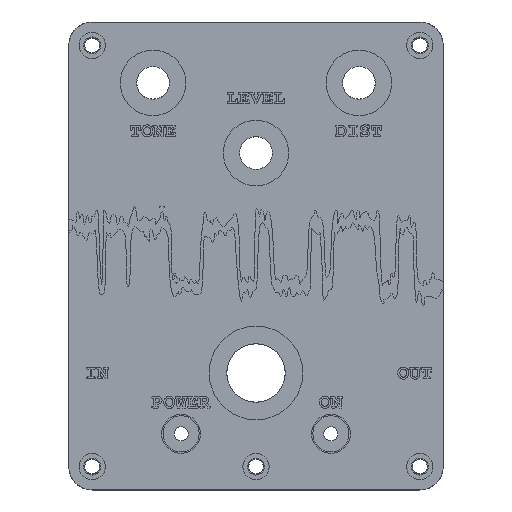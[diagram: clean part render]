
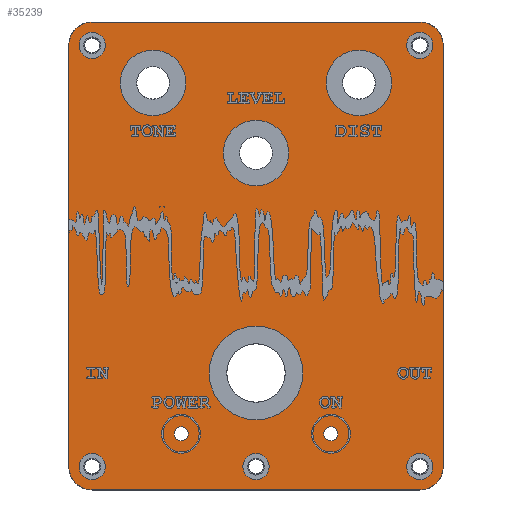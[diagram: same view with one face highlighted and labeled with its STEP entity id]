
A CAD part, top view. The second image highlights one B-rep face of the part: STEP entity #35239.
In plain terms, the highlighted planar face has unit normal (0, 0, 1).
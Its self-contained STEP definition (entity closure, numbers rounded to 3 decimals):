
#35239 = ADVANCED_FACE('',(#35240,#35374,#35385,#35396,#35407,#35418,
    #35429,#35440,#35451,#35462,#35473,#35484),#35495,.T.);
#35240 = FACE_BOUND('',#35241,.F.);
#35241 = EDGE_LOOP('',(#35242,#35253,#35261,#35269,#35277,#35286,#35294,
    #35302,#35310,#35319,#35327,#35335,#35343,#35352,#35360,#35368));
#35242 = ORIENTED_EDGE('',*,*,#35243,.T.);
#35243 = EDGE_CURVE('',#35244,#35246,#35248,.T.);
#35244 = VERTEX_POINT('',#35245);
#35245 = CARTESIAN_POINT('',(0.002,-4.782,1.56));
#35246 = VERTEX_POINT('',#35247);
#35247 = CARTESIAN_POINT('',(4.782,-0.002,1.56));
#35248 = CIRCLE('',#35249,5.002);
#35249 = AXIS2_PLACEMENT_3D('',#35250,#35251,#35252);
#35250 = CARTESIAN_POINT('',(5.,-5.,1.56));
#35251 = DIRECTION('',(0.,0.,-1.));
#35252 = DIRECTION('',(-0.999,0.044,0.));
#35253 = ORIENTED_EDGE('',*,*,#35254,.T.);
#35254 = EDGE_CURVE('',#35246,#35255,#35257,.T.);
#35255 = VERTEX_POINT('',#35256);
#35256 = CARTESIAN_POINT('',(5.,-0.,1.56));
#35257 = LINE('',#35258,#35259);
#35258 = CARTESIAN_POINT('',(4.782,-0.002,1.56));
#35259 = VECTOR('',#35260,1.);
#35260 = DIRECTION('',(1.,0.011,0.));
#35261 = ORIENTED_EDGE('',*,*,#35262,.T.);
#35262 = EDGE_CURVE('',#35255,#35263,#35265,.T.);
#35263 = VERTEX_POINT('',#35264);
#35264 = CARTESIAN_POINT('',(75.,-0.,1.56));
#35265 = LINE('',#35266,#35267);
#35266 = CARTESIAN_POINT('',(5.,-0.,1.56));
#35267 = VECTOR('',#35268,1.);
#35268 = DIRECTION('',(1.,0.,0.));
#35269 = ORIENTED_EDGE('',*,*,#35270,.T.);
#35270 = EDGE_CURVE('',#35263,#35271,#35273,.T.);
#35271 = VERTEX_POINT('',#35272);
#35272 = CARTESIAN_POINT('',(75.218,-0.002,1.56));
#35273 = LINE('',#35274,#35275);
#35274 = CARTESIAN_POINT('',(75.,-0.,1.56));
#35275 = VECTOR('',#35276,1.);
#35276 = DIRECTION('',(1.,-0.011,0.));
#35277 = ORIENTED_EDGE('',*,*,#35278,.T.);
#35278 = EDGE_CURVE('',#35271,#35279,#35281,.T.);
#35279 = VERTEX_POINT('',#35280);
#35280 = CARTESIAN_POINT('',(79.998,-4.782,1.56));
#35281 = CIRCLE('',#35282,5.002);
#35282 = AXIS2_PLACEMENT_3D('',#35283,#35284,#35285);
#35283 = CARTESIAN_POINT('',(75.,-5.,1.56));
#35284 = DIRECTION('',(0.,0.,-1.));
#35285 = DIRECTION('',(0.044,0.999,0.));
#35286 = ORIENTED_EDGE('',*,*,#35287,.T.);
#35287 = EDGE_CURVE('',#35279,#35288,#35290,.T.);
#35288 = VERTEX_POINT('',#35289);
#35289 = CARTESIAN_POINT('',(80.,-5.,1.56));
#35290 = LINE('',#35291,#35292);
#35291 = CARTESIAN_POINT('',(79.998,-4.782,1.56));
#35292 = VECTOR('',#35293,1.);
#35293 = DIRECTION('',(0.011,-1.,0.));
#35294 = ORIENTED_EDGE('',*,*,#35295,.T.);
#35295 = EDGE_CURVE('',#35288,#35296,#35298,.T.);
#35296 = VERTEX_POINT('',#35297);
#35297 = CARTESIAN_POINT('',(80.,-95.,1.56));
#35298 = LINE('',#35299,#35300);
#35299 = CARTESIAN_POINT('',(80.,-5.,1.56));
#35300 = VECTOR('',#35301,1.);
#35301 = DIRECTION('',(0.,-1.,0.));
#35302 = ORIENTED_EDGE('',*,*,#35303,.T.);
#35303 = EDGE_CURVE('',#35296,#35304,#35306,.T.);
#35304 = VERTEX_POINT('',#35305);
#35305 = CARTESIAN_POINT('',(79.998,-95.218,1.56));
#35306 = LINE('',#35307,#35308);
#35307 = CARTESIAN_POINT('',(80.,-95.,1.56));
#35308 = VECTOR('',#35309,1.);
#35309 = DIRECTION('',(-0.011,-1.,0.));
#35310 = ORIENTED_EDGE('',*,*,#35311,.T.);
#35311 = EDGE_CURVE('',#35304,#35312,#35314,.T.);
#35312 = VERTEX_POINT('',#35313);
#35313 = CARTESIAN_POINT('',(75.218,-99.998,1.56));
#35314 = CIRCLE('',#35315,5.002);
#35315 = AXIS2_PLACEMENT_3D('',#35316,#35317,#35318);
#35316 = CARTESIAN_POINT('',(75.,-95.,1.56));
#35317 = DIRECTION('',(0.,0.,-1.));
#35318 = DIRECTION('',(0.999,-0.044,0.));
#35319 = ORIENTED_EDGE('',*,*,#35320,.T.);
#35320 = EDGE_CURVE('',#35312,#35321,#35323,.T.);
#35321 = VERTEX_POINT('',#35322);
#35322 = CARTESIAN_POINT('',(75.,-100.,1.56));
#35323 = LINE('',#35324,#35325);
#35324 = CARTESIAN_POINT('',(75.218,-99.998,1.56));
#35325 = VECTOR('',#35326,1.);
#35326 = DIRECTION('',(-1.,-0.011,0.));
#35327 = ORIENTED_EDGE('',*,*,#35328,.T.);
#35328 = EDGE_CURVE('',#35321,#35329,#35331,.T.);
#35329 = VERTEX_POINT('',#35330);
#35330 = CARTESIAN_POINT('',(5.,-100.,1.56));
#35331 = LINE('',#35332,#35333);
#35332 = CARTESIAN_POINT('',(75.,-100.,1.56));
#35333 = VECTOR('',#35334,1.);
#35334 = DIRECTION('',(-1.,0.,0.));
#35335 = ORIENTED_EDGE('',*,*,#35336,.T.);
#35336 = EDGE_CURVE('',#35329,#35337,#35339,.T.);
#35337 = VERTEX_POINT('',#35338);
#35338 = CARTESIAN_POINT('',(4.782,-99.998,1.56));
#35339 = LINE('',#35340,#35341);
#35340 = CARTESIAN_POINT('',(5.,-100.,1.56));
#35341 = VECTOR('',#35342,1.);
#35342 = DIRECTION('',(-1.,0.011,0.));
#35343 = ORIENTED_EDGE('',*,*,#35344,.T.);
#35344 = EDGE_CURVE('',#35337,#35345,#35347,.T.);
#35345 = VERTEX_POINT('',#35346);
#35346 = CARTESIAN_POINT('',(0.002,-95.218,1.56));
#35347 = CIRCLE('',#35348,5.002);
#35348 = AXIS2_PLACEMENT_3D('',#35349,#35350,#35351);
#35349 = CARTESIAN_POINT('',(5.,-95.,1.56));
#35350 = DIRECTION('',(0.,0.,-1.));
#35351 = DIRECTION('',(-0.044,-0.999,-0.));
#35352 = ORIENTED_EDGE('',*,*,#35353,.T.);
#35353 = EDGE_CURVE('',#35345,#35354,#35356,.T.);
#35354 = VERTEX_POINT('',#35355);
#35355 = CARTESIAN_POINT('',(0.,-95.,1.56));
#35356 = LINE('',#35357,#35358);
#35357 = CARTESIAN_POINT('',(0.002,-95.218,1.56));
#35358 = VECTOR('',#35359,1.);
#35359 = DIRECTION('',(-0.011,1.,0.));
#35360 = ORIENTED_EDGE('',*,*,#35361,.T.);
#35361 = EDGE_CURVE('',#35354,#35362,#35364,.T.);
#35362 = VERTEX_POINT('',#35363);
#35363 = CARTESIAN_POINT('',(0.,-5.,1.56));
#35364 = LINE('',#35365,#35366);
#35365 = CARTESIAN_POINT('',(0.,-95.,1.56));
#35366 = VECTOR('',#35367,1.);
#35367 = DIRECTION('',(0.,1.,0.));
#35368 = ORIENTED_EDGE('',*,*,#35369,.T.);
#35369 = EDGE_CURVE('',#35362,#35244,#35370,.T.);
#35370 = LINE('',#35371,#35372);
#35371 = CARTESIAN_POINT('',(0.,-5.,1.56));
#35372 = VECTOR('',#35373,1.);
#35373 = DIRECTION('',(0.011,1.,0.));
#35374 = FACE_BOUND('',#35375,.F.);
#35375 = EDGE_LOOP('',(#35376));
#35376 = ORIENTED_EDGE('',*,*,#35377,.T.);
#35377 = EDGE_CURVE('',#35378,#35378,#35380,.T.);
#35378 = VERTEX_POINT('',#35379);
#35379 = CARTESIAN_POINT('',(7.8,-95.,1.56));
#35380 = CIRCLE('',#35381,2.8);
#35381 = AXIS2_PLACEMENT_3D('',#35382,#35383,#35384);
#35382 = CARTESIAN_POINT('',(5.,-95.,1.56));
#35383 = DIRECTION('',(0.,0.,1.));
#35384 = DIRECTION('',(1.,0.,-0.));
#35385 = FACE_BOUND('',#35386,.F.);
#35386 = EDGE_LOOP('',(#35387));
#35387 = ORIENTED_EDGE('',*,*,#35388,.T.);
#35388 = EDGE_CURVE('',#35389,#35389,#35391,.T.);
#35389 = VERTEX_POINT('',#35390);
#35390 = CARTESIAN_POINT('',(42.8,-95.,1.56));
#35391 = CIRCLE('',#35392,2.8);
#35392 = AXIS2_PLACEMENT_3D('',#35393,#35394,#35395);
#35393 = CARTESIAN_POINT('',(40.,-95.,1.56));
#35394 = DIRECTION('',(0.,0.,1.));
#35395 = DIRECTION('',(1.,0.,-0.));
#35396 = FACE_BOUND('',#35397,.F.);
#35397 = EDGE_LOOP('',(#35398));
#35398 = ORIENTED_EDGE('',*,*,#35399,.T.);
#35399 = EDGE_CURVE('',#35400,#35400,#35402,.T.);
#35400 = VERTEX_POINT('',#35401);
#35401 = CARTESIAN_POINT('',(77.8,-95.,1.56));
#35402 = CIRCLE('',#35403,2.8);
#35403 = AXIS2_PLACEMENT_3D('',#35404,#35405,#35406);
#35404 = CARTESIAN_POINT('',(75.,-95.,1.56));
#35405 = DIRECTION('',(0.,0.,1.));
#35406 = DIRECTION('',(1.,0.,-0.));
#35407 = FACE_BOUND('',#35408,.F.);
#35408 = EDGE_LOOP('',(#35409));
#35409 = ORIENTED_EDGE('',*,*,#35410,.T.);
#35410 = EDGE_CURVE('',#35411,#35411,#35413,.T.);
#35411 = VERTEX_POINT('',#35412);
#35412 = CARTESIAN_POINT('',(25.5,-88.,1.56));
#35413 = CIRCLE('',#35414,1.5);
#35414 = AXIS2_PLACEMENT_3D('',#35415,#35416,#35417);
#35415 = CARTESIAN_POINT('',(24.,-88.,1.56));
#35416 = DIRECTION('',(0.,0.,1.));
#35417 = DIRECTION('',(1.,0.,-0.));
#35418 = FACE_BOUND('',#35419,.F.);
#35419 = EDGE_LOOP('',(#35420));
#35420 = ORIENTED_EDGE('',*,*,#35421,.T.);
#35421 = EDGE_CURVE('',#35422,#35422,#35424,.T.);
#35422 = VERTEX_POINT('',#35423);
#35423 = CARTESIAN_POINT('',(57.5,-88.,1.56));
#35424 = CIRCLE('',#35425,1.5);
#35425 = AXIS2_PLACEMENT_3D('',#35426,#35427,#35428);
#35426 = CARTESIAN_POINT('',(56.,-88.,1.56));
#35427 = DIRECTION('',(0.,0.,1.));
#35428 = DIRECTION('',(1.,0.,-0.));
#35429 = FACE_BOUND('',#35430,.F.);
#35430 = EDGE_LOOP('',(#35431));
#35431 = ORIENTED_EDGE('',*,*,#35432,.T.);
#35432 = EDGE_CURVE('',#35433,#35433,#35435,.T.);
#35433 = VERTEX_POINT('',#35434);
#35434 = CARTESIAN_POINT('',(50.,-75.,1.56));
#35435 = CIRCLE('',#35436,10.);
#35436 = AXIS2_PLACEMENT_3D('',#35437,#35438,#35439);
#35437 = CARTESIAN_POINT('',(40.,-75.,1.56));
#35438 = DIRECTION('',(0.,0.,1.));
#35439 = DIRECTION('',(1.,0.,-0.));
#35440 = FACE_BOUND('',#35441,.F.);
#35441 = EDGE_LOOP('',(#35442));
#35442 = ORIENTED_EDGE('',*,*,#35443,.T.);
#35443 = EDGE_CURVE('',#35444,#35444,#35446,.T.);
#35444 = VERTEX_POINT('',#35445);
#35445 = CARTESIAN_POINT('',(47.,-28.,1.56));
#35446 = CIRCLE('',#35447,7.);
#35447 = AXIS2_PLACEMENT_3D('',#35448,#35449,#35450);
#35448 = CARTESIAN_POINT('',(40.,-28.,1.56));
#35449 = DIRECTION('',(0.,0.,1.));
#35450 = DIRECTION('',(1.,0.,-0.));
#35451 = FACE_BOUND('',#35452,.F.);
#35452 = EDGE_LOOP('',(#35453));
#35453 = ORIENTED_EDGE('',*,*,#35454,.T.);
#35454 = EDGE_CURVE('',#35455,#35455,#35457,.T.);
#35455 = VERTEX_POINT('',#35456);
#35456 = CARTESIAN_POINT('',(25.,-13.,1.56));
#35457 = CIRCLE('',#35458,7.);
#35458 = AXIS2_PLACEMENT_3D('',#35459,#35460,#35461);
#35459 = CARTESIAN_POINT('',(18.,-13.,1.56));
#35460 = DIRECTION('',(0.,0.,1.));
#35461 = DIRECTION('',(1.,0.,-0.));
#35462 = FACE_BOUND('',#35463,.F.);
#35463 = EDGE_LOOP('',(#35464));
#35464 = ORIENTED_EDGE('',*,*,#35465,.T.);
#35465 = EDGE_CURVE('',#35466,#35466,#35468,.T.);
#35466 = VERTEX_POINT('',#35467);
#35467 = CARTESIAN_POINT('',(69.,-13.,1.56));
#35468 = CIRCLE('',#35469,7.);
#35469 = AXIS2_PLACEMENT_3D('',#35470,#35471,#35472);
#35470 = CARTESIAN_POINT('',(62.,-13.,1.56));
#35471 = DIRECTION('',(0.,0.,1.));
#35472 = DIRECTION('',(1.,0.,-0.));
#35473 = FACE_BOUND('',#35474,.F.);
#35474 = EDGE_LOOP('',(#35475));
#35475 = ORIENTED_EDGE('',*,*,#35476,.T.);
#35476 = EDGE_CURVE('',#35477,#35477,#35479,.T.);
#35477 = VERTEX_POINT('',#35478);
#35478 = CARTESIAN_POINT('',(7.8,-5.,1.56));
#35479 = CIRCLE('',#35480,2.8);
#35480 = AXIS2_PLACEMENT_3D('',#35481,#35482,#35483);
#35481 = CARTESIAN_POINT('',(5.,-5.,1.56));
#35482 = DIRECTION('',(0.,0.,1.));
#35483 = DIRECTION('',(1.,0.,-0.));
#35484 = FACE_BOUND('',#35485,.F.);
#35485 = EDGE_LOOP('',(#35486));
#35486 = ORIENTED_EDGE('',*,*,#35487,.T.);
#35487 = EDGE_CURVE('',#35488,#35488,#35490,.T.);
#35488 = VERTEX_POINT('',#35489);
#35489 = CARTESIAN_POINT('',(77.8,-5.,1.56));
#35490 = CIRCLE('',#35491,2.8);
#35491 = AXIS2_PLACEMENT_3D('',#35492,#35493,#35494);
#35492 = CARTESIAN_POINT('',(75.,-5.,1.56));
#35493 = DIRECTION('',(0.,0.,1.));
#35494 = DIRECTION('',(1.,0.,-0.));
#35495 = PLANE('',#35496);
#35496 = AXIS2_PLACEMENT_3D('',#35497,#35498,#35499);
#35497 = CARTESIAN_POINT('',(0.,0.,1.56));
#35498 = DIRECTION('',(0.,0.,1.));
#35499 = DIRECTION('',(1.,0.,-0.));
